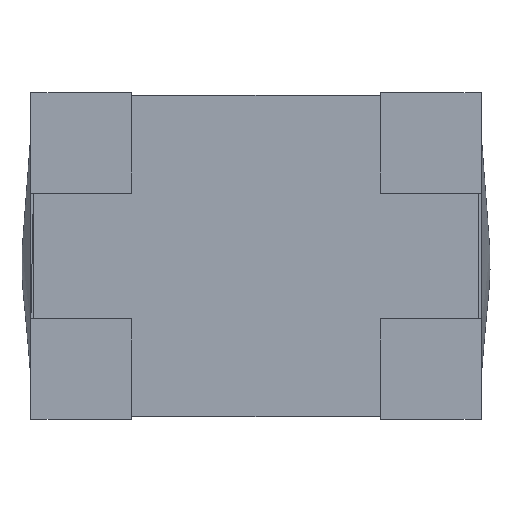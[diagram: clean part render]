
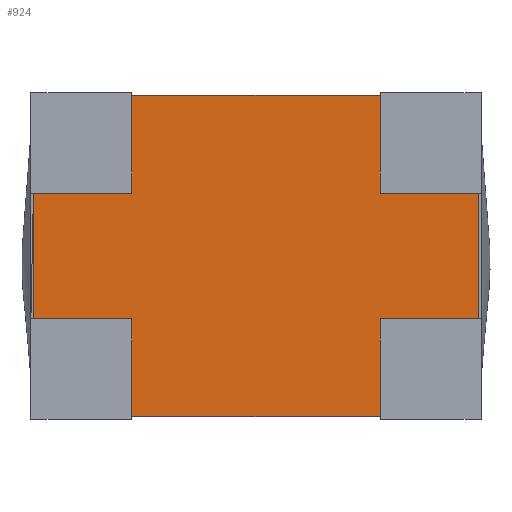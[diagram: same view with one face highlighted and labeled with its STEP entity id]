
A CAD part, front view. The second image highlights one B-rep face of the part: STEP entity #924.
In plain terms, the highlighted planar face has unit normal (0, -1, 0).
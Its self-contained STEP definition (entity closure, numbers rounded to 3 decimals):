
#6 = VERTEX_POINT ( 'NONE', #2737 ) ;
#11 = CARTESIAN_POINT ( 'NONE',  ( 2.213, 0., -0.625 ) ) ;
#43 = ORIENTED_EDGE ( 'NONE', *, *, #1015, .T. ) ;
#66 = VECTOR ( 'NONE', #1860, 1000. ) ;
#123 = CARTESIAN_POINT ( 'NONE',  ( 0., 0., 0.625 ) ) ;
#125 = DIRECTION ( 'NONE',  ( 0., 0., -1. ) ) ;
#127 = LINE ( 'NONE', #1865, #1489 ) ;
#141 = DIRECTION ( 'NONE',  ( -1., 0., 0. ) ) ;
#160 = VECTOR ( 'NONE', #1223, 1000. ) ;
#192 = CARTESIAN_POINT ( 'NONE',  ( 1.237, 0., -1.6 ) ) ;
#236 = EDGE_CURVE ( 'NONE', #629, #1438, #2729, .T. ) ;
#383 = DIRECTION ( 'NONE',  ( 1., 0., 0. ) ) ;
#386 = ORIENTED_EDGE ( 'NONE', *, *, #2738, .F. ) ;
#405 = CARTESIAN_POINT ( 'NONE',  ( 2.213, 0., -1.6 ) ) ;
#426 = CARTESIAN_POINT ( 'NONE',  ( -1.237, 0., -1.6 ) ) ;
#443 = VECTOR ( 'NONE', #2079, 1000. ) ;
#565 = DIRECTION ( 'NONE',  ( 0., 0., -1. ) ) ;
#573 = FACE_OUTER_BOUND ( 'NONE', #1250, .T. ) ;
#575 = CARTESIAN_POINT ( 'NONE',  ( 2.213, 0., 1.6 ) ) ;
#629 = VERTEX_POINT ( 'NONE', #426 ) ;
#635 = ORIENTED_EDGE ( 'NONE', *, *, #1920, .F. ) ;
#858 = ORIENTED_EDGE ( 'NONE', *, *, #236, .F. ) ;
#860 = CARTESIAN_POINT ( 'NONE',  ( -2.212, 0., 0.625 ) ) ;
#865 = LINE ( 'NONE', #2580, #974 ) ;
#889 = EDGE_CURVE ( 'NONE', #2670, #1189, #1840, .T. ) ;
#924 = ADVANCED_FACE ( 'NONE', ( #573 ), #1875, .T. ) ;
#960 = VECTOR ( 'NONE', #383, 1000. ) ;
#974 = VECTOR ( 'NONE', #1684, 1000. ) ;
#997 = ORIENTED_EDGE ( 'NONE', *, *, #889, .F. ) ;
#1015 = EDGE_CURVE ( 'NONE', #2598, #6, #2217, .T. ) ;
#1040 = LINE ( 'NONE', #2303, #443 ) ;
#1075 = LINE ( 'NONE', #405, #2786 ) ;
#1117 = EDGE_CURVE ( 'NONE', #1723, #1161, #2719, .T. ) ;
#1161 = VERTEX_POINT ( 'NONE', #1537 ) ;
#1162 = EDGE_CURVE ( 'NONE', #2287, #6, #2384, .T. ) ;
#1189 = VERTEX_POINT ( 'NONE', #860 ) ;
#1218 = DIRECTION ( 'NONE',  ( 0., 0., 1. ) ) ;
#1223 = DIRECTION ( 'NONE',  ( 0., 0., 1. ) ) ;
#1240 = DIRECTION ( 'NONE',  ( 1., 0., 0. ) ) ;
#1250 = EDGE_LOOP ( 'NONE', ( #858, #635, #2352, #386, #2107, #2174, #2823, #43, #1300, #1825, #997, #2896 ) ) ;
#1251 = CARTESIAN_POINT ( 'NONE',  ( -1.237, 0., 0. ) ) ;
#1256 = LINE ( 'NONE', #1474, #960 ) ;
#1300 = ORIENTED_EDGE ( 'NONE', *, *, #1162, .F. ) ;
#1303 = VERTEX_POINT ( 'NONE', #11 ) ;
#1320 = DIRECTION ( 'NONE',  ( 0., 0., 1. ) ) ;
#1334 = DIRECTION ( 'NONE',  ( -1., 0., 0. ) ) ;
#1406 = VECTOR ( 'NONE', #125, 1000. ) ;
#1411 = EDGE_CURVE ( 'NONE', #2598, #1723, #2350, .T. ) ;
#1438 = VERTEX_POINT ( 'NONE', #2866 ) ;
#1458 = CARTESIAN_POINT ( 'NONE',  ( 0., 0., 0. ) ) ;
#1460 = EDGE_CURVE ( 'NONE', #1189, #2287, #1256, .T. ) ;
#1474 = CARTESIAN_POINT ( 'NONE',  ( 0., 0., 0.625 ) ) ;
#1489 = VECTOR ( 'NONE', #1856, 1000. ) ;
#1537 = CARTESIAN_POINT ( 'NONE',  ( 2.213, 0., 0.625 ) ) ;
#1641 = CARTESIAN_POINT ( 'NONE',  ( -2.212, 0., -0.625 ) ) ;
#1676 = CARTESIAN_POINT ( 'NONE',  ( 1.237, 0., 1.6 ) ) ;
#1684 = DIRECTION ( 'NONE',  ( 0., 0., -1. ) ) ;
#1723 = VERTEX_POINT ( 'NONE', #2432 ) ;
#1732 = AXIS2_PLACEMENT_3D ( 'NONE', #1458, #1912, #565 ) ;
#1825 = ORIENTED_EDGE ( 'NONE', *, *, #1460, .F. ) ;
#1840 = LINE ( 'NONE', #2817, #2545 ) ;
#1849 = CARTESIAN_POINT ( 'NONE',  ( 2.213, 0., -1.6 ) ) ;
#1856 = DIRECTION ( 'NONE',  ( -1., 0., 0. ) ) ;
#1860 = DIRECTION ( 'NONE',  ( 0., 0., 1. ) ) ;
#1865 = CARTESIAN_POINT ( 'NONE',  ( 0., 0., -0.625 ) ) ;
#1875 = PLANE ( 'NONE',  #1732 ) ;
#1906 = VECTOR ( 'NONE', #1240, 1000. ) ;
#1912 = DIRECTION ( 'NONE',  ( 0., -1., 0. ) ) ;
#1920 = EDGE_CURVE ( 'NONE', #2182, #629, #1075, .T. ) ;
#1996 = CARTESIAN_POINT ( 'NONE',  ( -1.237, 0., 0. ) ) ;
#2079 = DIRECTION ( 'NONE',  ( -1., 0., 0. ) ) ;
#2094 = LINE ( 'NONE', #1849, #66 ) ;
#2107 = ORIENTED_EDGE ( 'NONE', *, *, #2400, .T. ) ;
#2174 = ORIENTED_EDGE ( 'NONE', *, *, #1117, .F. ) ;
#2182 = VERTEX_POINT ( 'NONE', #192 ) ;
#2213 = VERTEX_POINT ( 'NONE', #2246 ) ;
#2217 = LINE ( 'NONE', #575, #2388 ) ;
#2246 = CARTESIAN_POINT ( 'NONE',  ( 1.237, 0., -0.625 ) ) ;
#2287 = VERTEX_POINT ( 'NONE', #2643 ) ;
#2303 = CARTESIAN_POINT ( 'NONE',  ( 0., 0., -0.625 ) ) ;
#2324 = EDGE_CURVE ( 'NONE', #1438, #2670, #1040, .T. ) ;
#2350 = LINE ( 'NONE', #2828, #1406 ) ;
#2352 = ORIENTED_EDGE ( 'NONE', *, *, #2849, .F. ) ;
#2384 = LINE ( 'NONE', #1996, #2420 ) ;
#2388 = VECTOR ( 'NONE', #141, 1000. ) ;
#2400 = EDGE_CURVE ( 'NONE', #1303, #1161, #2094, .T. ) ;
#2420 = VECTOR ( 'NONE', #1320, 1000. ) ;
#2432 = CARTESIAN_POINT ( 'NONE',  ( 1.237, 0., 0.625 ) ) ;
#2545 = VECTOR ( 'NONE', #1218, 1000. ) ;
#2580 = CARTESIAN_POINT ( 'NONE',  ( 1.237, 0., 0. ) ) ;
#2598 = VERTEX_POINT ( 'NONE', #1676 ) ;
#2643 = CARTESIAN_POINT ( 'NONE',  ( -1.237, 0., 0.625 ) ) ;
#2670 = VERTEX_POINT ( 'NONE', #1641 ) ;
#2719 = LINE ( 'NONE', #123, #1906 ) ;
#2729 = LINE ( 'NONE', #1251, #160 ) ;
#2737 = CARTESIAN_POINT ( 'NONE',  ( -1.237, 0., 1.6 ) ) ;
#2738 = EDGE_CURVE ( 'NONE', #1303, #2213, #127, .T. ) ;
#2786 = VECTOR ( 'NONE', #1334, 1000. ) ;
#2817 = CARTESIAN_POINT ( 'NONE',  ( -2.212, 0., -1.6 ) ) ;
#2823 = ORIENTED_EDGE ( 'NONE', *, *, #1411, .F. ) ;
#2828 = CARTESIAN_POINT ( 'NONE',  ( 1.237, 0., 0. ) ) ;
#2849 = EDGE_CURVE ( 'NONE', #2213, #2182, #865, .T. ) ;
#2866 = CARTESIAN_POINT ( 'NONE',  ( -1.237, 0., -0.625 ) ) ;
#2896 = ORIENTED_EDGE ( 'NONE', *, *, #2324, .F. ) ;
